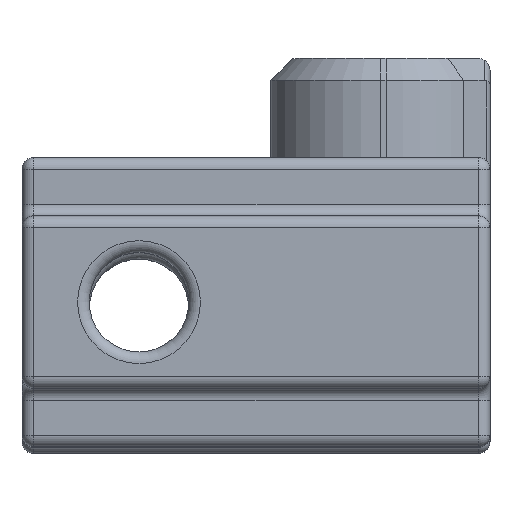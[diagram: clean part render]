
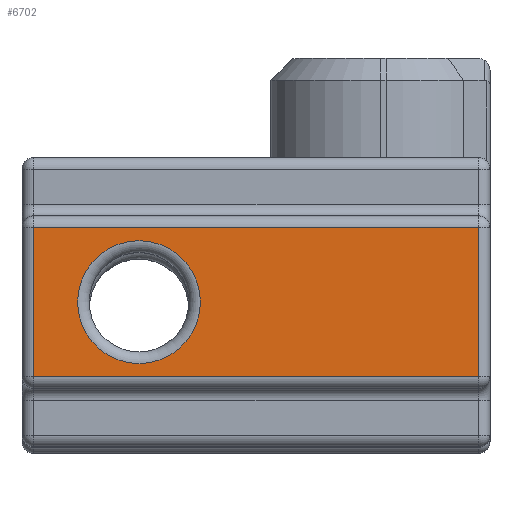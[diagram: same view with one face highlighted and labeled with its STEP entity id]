
A CAD part, top view. The second image highlights one B-rep face of the part: STEP entity #6702.
In plain terms, the highlighted planar face has unit normal (0, 0, 1).
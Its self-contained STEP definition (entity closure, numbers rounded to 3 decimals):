
#49=FACE_BOUND('',#1170,.T.);
#103=PLANE('',#7299);
#770=FACE_OUTER_BOUND('',#1169,.T.);
#1169=EDGE_LOOP('',(#5066,#5067,#5068,#5069));
#1170=EDGE_LOOP('',(#5070));
#1570=LINE('',#9659,#2101);
#1572=LINE('',#9664,#2103);
#1573=LINE('',#9668,#2104);
#1582=LINE('',#9719,#2113);
#2101=VECTOR('',#8006,10.);
#2103=VECTOR('',#8014,10.);
#2104=VECTOR('',#8019,10.);
#2113=VECTOR('',#8090,10.);
#2688=CIRCLE('',#7300,2.1);
#2877=VERTEX_POINT('',#9638);
#2879=VERTEX_POINT('',#9648);
#2881=VERTEX_POINT('',#9658);
#2882=VERTEX_POINT('',#9666);
#2936=VERTEX_POINT('',#9928);
#3628=EDGE_CURVE('',#2879,#2881,#1570,.T.);
#3631=EDGE_CURVE('',#2877,#2879,#1572,.T.);
#3633=EDGE_CURVE('',#2882,#2877,#1573,.T.);
#3659=EDGE_CURVE('',#2881,#2882,#1582,.T.);
#3735=EDGE_CURVE('',#2936,#2936,#2688,.T.);
#5066=ORIENTED_EDGE('',*,*,#3631,.F.);
#5067=ORIENTED_EDGE('',*,*,#3633,.F.);
#5068=ORIENTED_EDGE('',*,*,#3659,.F.);
#5069=ORIENTED_EDGE('',*,*,#3628,.F.);
#5070=ORIENTED_EDGE('',*,*,#3735,.F.);
#6702=ADVANCED_FACE('',(#770,#49),#103,.T.);
#7299=AXIS2_PLACEMENT_3D('',#9927,#8266,#8267);
#7300=AXIS2_PLACEMENT_3D('',#9929,#8268,#8269);
#8006=DIRECTION('',(0.,1.,0.));
#8014=DIRECTION('',(-1.,0.,0.));
#8019=DIRECTION('',(0.,-1.,0.));
#8090=DIRECTION('',(1.,0.,0.));
#8266=DIRECTION('center_axis',(0.,0.,1.));
#8267=DIRECTION('ref_axis',(0.,-1.,0.));
#8268=DIRECTION('center_axis',(0.,0.,1.));
#8269=DIRECTION('ref_axis',(1.,0.,0.));
#9638=CARTESIAN_POINT('',(7.6,-12.55,66.));
#9648=CARTESIAN_POINT('',(-7.6,-12.55,66.));
#9658=CARTESIAN_POINT('',(-7.6,-7.45,66.));
#9659=CARTESIAN_POINT('',(-7.6,-8.525,66.));
#9664=CARTESIAN_POINT('',(0.,-12.55,66.));
#9666=CARTESIAN_POINT('',(7.6,-7.45,66.));
#9668=CARTESIAN_POINT('',(7.6,-8.525,66.));
#9719=CARTESIAN_POINT('',(0.,-7.45,66.));
#9927=CARTESIAN_POINT('Origin',(0.,-7.05,66.));
#9928=CARTESIAN_POINT('',(-1.9,-10.,66.));
#9929=CARTESIAN_POINT('Origin',(-4.,-10.,66.));
